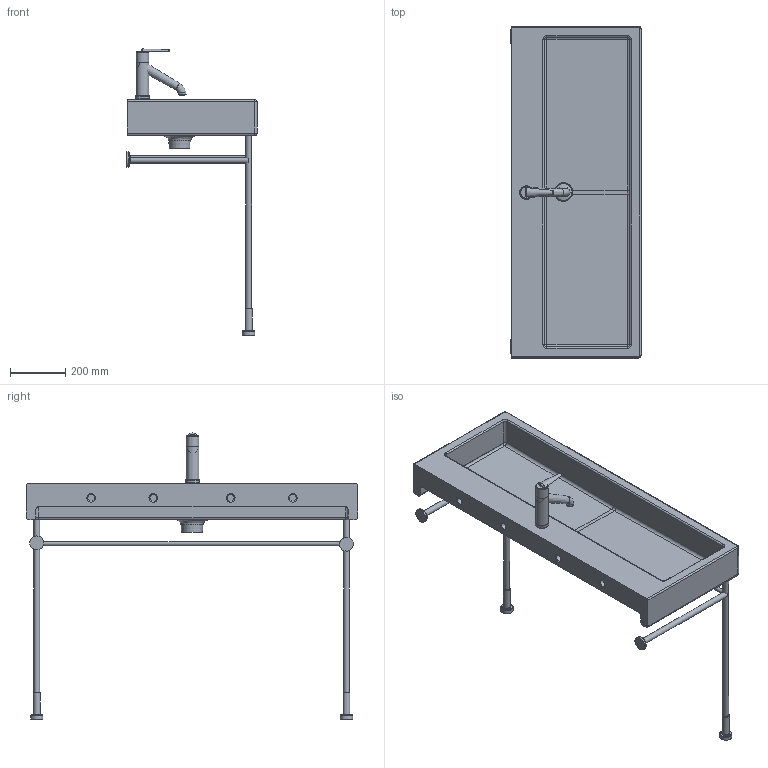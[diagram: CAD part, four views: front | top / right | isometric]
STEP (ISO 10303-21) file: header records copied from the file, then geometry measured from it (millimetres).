
FILE_DESCRIPTION((''),'2;1');
FILE_NAME('045412_1_0030741.stp','2010-08-10T13:24:19',('Andreas'),(''),'Autodesk Inventor 2009','Autodesk Inventor 2009','');
FILE_SCHEMA(('AUTOMOTIVE_DESIGN { 1 0 10303 214 1 1 1 1 }'));
Length unit declared in the file: millimetre
Products named in the file (14): 045412_1_0030741; Gestell 0030741; rohr720; rohr470; rohr1120; 045412_1; 045412_1d; Stopfen; Kelch; Hebel150vorlage; hebel1; Hebel1_150neu; Neoperl; Griff
Assembly tree (15 placements, depth 4):
  045412_1_0030741
    Gestell 0030741
      rohr720  x2
      rohr470  x2
      rohr1120
    045412_1
      045412_1d
      Stopfen
      Kelch
      Hebel150vorlage
        hebel1
        Hebel1_150neu
        Neoperl
        Griff
Bounding box: 470.14 x 1200 x 1034.14 mm (x, y, z)
Volume: 25630841.7 mm3; surface area: 2320454.7 mm2
Topology: 12 solids, 12 shells, 188 faces, 406 edges, 248 vertices
Faces by surface type: cylinder 66, plane 61, bspline 29, torus 21, cone 9, sphere 2
Full cylindrical faces by diameter (mm): 15 x1, 16 x1, 20 x1, 21 x4, 25 x7, 35 x2, 42 x1, 44 x1, 45 x3, 46 x1, 50 x3, 52 x1, 60 x1
Entity records: 8801 total; most frequent: CARTESIAN_POINT 4826, DIRECTION 803, ORIENTED_EDGE 666, AXIS2_PLACEMENT_3D 344, EDGE_CURVE 333, EDGE_LOOP 236, VERTEX_POINT 229, FACE_OUTER_BOUND 172
